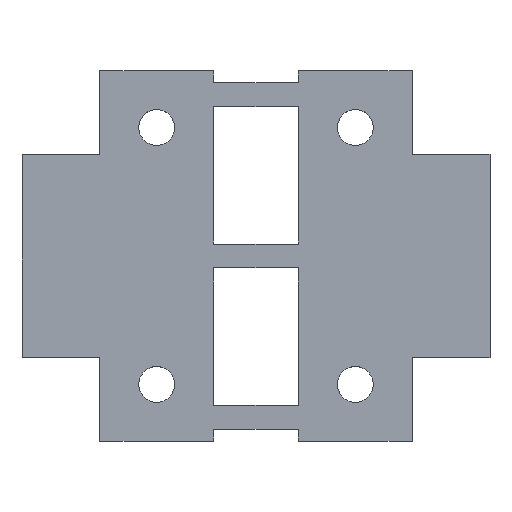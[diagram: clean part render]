
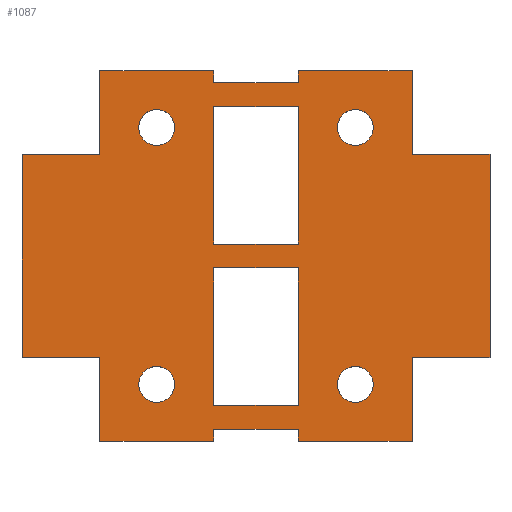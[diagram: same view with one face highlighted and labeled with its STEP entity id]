
A CAD part, top view. The second image highlights one B-rep face of the part: STEP entity #1087.
In plain terms, the highlighted planar face has unit normal (0, 0, 1).
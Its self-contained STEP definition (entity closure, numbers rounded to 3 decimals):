
#42 = VERTEX_POINT('',#43);
#43 = CARTESIAN_POINT('',(0.,29.949,1.51));
#49 = EDGE_CURVE('',#42,#50,#52,.T.);
#50 = VERTEX_POINT('',#51);
#51 = CARTESIAN_POINT('',(7.08,29.949,1.51));
#52 = LINE('',#53,#54);
#53 = CARTESIAN_POINT('',(0.,29.949,1.51));
#54 = VECTOR('',#55,1.);
#55 = DIRECTION('',(1.,0.,0.));
#80 = EDGE_CURVE('',#50,#81,#83,.T.);
#81 = VERTEX_POINT('',#82);
#82 = CARTESIAN_POINT('',(7.08,30.949,1.51));
#83 = LINE('',#84,#85);
#84 = CARTESIAN_POINT('',(7.08,29.949,1.51));
#85 = VECTOR('',#86,1.);
#86 = DIRECTION('',(0.,1.,0.));
#111 = EDGE_CURVE('',#81,#112,#114,.T.);
#112 = VERTEX_POINT('',#113);
#113 = CARTESIAN_POINT('',(16.58,30.949,1.51));
#114 = LINE('',#115,#116);
#115 = CARTESIAN_POINT('',(7.08,30.949,1.51));
#116 = VECTOR('',#117,1.);
#117 = DIRECTION('',(1.,0.,0.));
#142 = EDGE_CURVE('',#112,#143,#145,.T.);
#143 = VERTEX_POINT('',#144);
#144 = CARTESIAN_POINT('',(16.58,23.949,1.51));
#145 = LINE('',#146,#147);
#146 = CARTESIAN_POINT('',(16.58,30.949,1.51));
#147 = VECTOR('',#148,1.);
#148 = DIRECTION('',(0.,-1.,0.));
#173 = EDGE_CURVE('',#143,#174,#176,.T.);
#174 = VERTEX_POINT('',#175);
#175 = CARTESIAN_POINT('',(23.08,23.949,1.51));
#176 = LINE('',#177,#178);
#177 = CARTESIAN_POINT('',(16.58,23.949,1.51));
#178 = VECTOR('',#179,1.);
#179 = DIRECTION('',(1.,0.,0.));
#204 = EDGE_CURVE('',#174,#205,#207,.T.);
#205 = VERTEX_POINT('',#206);
#206 = CARTESIAN_POINT('',(23.08,7.,1.51));
#207 = LINE('',#208,#209);
#208 = CARTESIAN_POINT('',(23.08,23.949,1.51));
#209 = VECTOR('',#210,1.);
#210 = DIRECTION('',(0.,-1.,0.));
#235 = EDGE_CURVE('',#205,#236,#238,.T.);
#236 = VERTEX_POINT('',#237);
#237 = CARTESIAN_POINT('',(16.58,7.,1.51));
#238 = LINE('',#239,#240);
#239 = CARTESIAN_POINT('',(23.08,7.,1.51));
#240 = VECTOR('',#241,1.);
#241 = DIRECTION('',(-1.,0.,0.));
#266 = EDGE_CURVE('',#236,#267,#269,.T.);
#267 = VERTEX_POINT('',#268);
#268 = CARTESIAN_POINT('',(16.58,0.,1.51));
#269 = LINE('',#270,#271);
#270 = CARTESIAN_POINT('',(16.58,7.,1.51));
#271 = VECTOR('',#272,1.);
#272 = DIRECTION('',(0.,-1.,0.));
#297 = EDGE_CURVE('',#267,#298,#300,.T.);
#298 = VERTEX_POINT('',#299);
#299 = CARTESIAN_POINT('',(7.08,0.,1.51));
#300 = LINE('',#301,#302);
#301 = CARTESIAN_POINT('',(16.58,0.,1.51));
#302 = VECTOR('',#303,1.);
#303 = DIRECTION('',(-1.,0.,0.));
#328 = EDGE_CURVE('',#298,#329,#331,.T.);
#329 = VERTEX_POINT('',#330);
#330 = CARTESIAN_POINT('',(7.08,1.,1.51));
#331 = LINE('',#332,#333);
#332 = CARTESIAN_POINT('',(7.08,0.,1.51));
#333 = VECTOR('',#334,1.);
#334 = DIRECTION('',(0.,1.,0.));
#359 = EDGE_CURVE('',#329,#360,#362,.T.);
#360 = VERTEX_POINT('',#361);
#361 = CARTESIAN_POINT('',(0.,1.,1.51));
#362 = LINE('',#363,#364);
#363 = CARTESIAN_POINT('',(7.08,1.,1.51));
#364 = VECTOR('',#365,1.);
#365 = DIRECTION('',(-1.,0.,0.));
#390 = EDGE_CURVE('',#360,#391,#393,.T.);
#391 = VERTEX_POINT('',#392);
#392 = CARTESIAN_POINT('',(0.,0.,1.51));
#393 = LINE('',#394,#395);
#394 = CARTESIAN_POINT('',(0.,1.,1.51));
#395 = VECTOR('',#396,1.);
#396 = DIRECTION('',(0.,-1.,0.));
#421 = EDGE_CURVE('',#391,#422,#424,.T.);
#422 = VERTEX_POINT('',#423);
#423 = CARTESIAN_POINT('',(-9.5,0.,1.51));
#424 = LINE('',#425,#426);
#425 = CARTESIAN_POINT('',(0.,0.,1.51));
#426 = VECTOR('',#427,1.);
#427 = DIRECTION('',(-1.,0.,0.));
#452 = EDGE_CURVE('',#422,#453,#455,.T.);
#453 = VERTEX_POINT('',#454);
#454 = CARTESIAN_POINT('',(-9.5,7.,1.51));
#455 = LINE('',#456,#457);
#456 = CARTESIAN_POINT('',(-9.5,0.,1.51));
#457 = VECTOR('',#458,1.);
#458 = DIRECTION('',(0.,1.,0.));
#483 = EDGE_CURVE('',#453,#484,#486,.T.);
#484 = VERTEX_POINT('',#485);
#485 = CARTESIAN_POINT('',(-16.,7.,1.51));
#486 = LINE('',#487,#488);
#487 = CARTESIAN_POINT('',(-9.5,7.,1.51));
#488 = VECTOR('',#489,1.);
#489 = DIRECTION('',(-1.,0.,0.));
#514 = EDGE_CURVE('',#484,#515,#517,.T.);
#515 = VERTEX_POINT('',#516);
#516 = CARTESIAN_POINT('',(-16.,23.949,1.51));
#517 = LINE('',#518,#519);
#518 = CARTESIAN_POINT('',(-16.,7.,1.51));
#519 = VECTOR('',#520,1.);
#520 = DIRECTION('',(0.,1.,0.));
#545 = EDGE_CURVE('',#515,#546,#548,.T.);
#546 = VERTEX_POINT('',#547);
#547 = CARTESIAN_POINT('',(-9.5,23.949,1.51));
#548 = LINE('',#549,#550);
#549 = CARTESIAN_POINT('',(-16.,23.949,1.51));
#550 = VECTOR('',#551,1.);
#551 = DIRECTION('',(1.,0.,0.));
#576 = EDGE_CURVE('',#546,#577,#579,.T.);
#577 = VERTEX_POINT('',#578);
#578 = CARTESIAN_POINT('',(-9.5,30.949,1.51));
#579 = LINE('',#580,#581);
#580 = CARTESIAN_POINT('',(-9.5,23.949,1.51));
#581 = VECTOR('',#582,1.);
#582 = DIRECTION('',(0.,1.,0.));
#607 = EDGE_CURVE('',#577,#608,#610,.T.);
#608 = VERTEX_POINT('',#609);
#609 = CARTESIAN_POINT('',(0.,30.949,1.51));
#610 = LINE('',#611,#612);
#611 = CARTESIAN_POINT('',(-9.5,30.949,1.51));
#612 = VECTOR('',#613,1.);
#613 = DIRECTION('',(1.,0.,0.));
#638 = EDGE_CURVE('',#608,#42,#639,.T.);
#639 = LINE('',#640,#641);
#640 = CARTESIAN_POINT('',(0.,30.949,1.51));
#641 = VECTOR('',#642,1.);
#642 = DIRECTION('',(0.,-1.,0.));
#662 = VERTEX_POINT('',#663);
#663 = CARTESIAN_POINT('',(0.,3.,1.51));
#669 = EDGE_CURVE('',#662,#670,#672,.T.);
#670 = VERTEX_POINT('',#671);
#671 = CARTESIAN_POINT('',(7.08,3.,1.51));
#672 = LINE('',#673,#674);
#673 = CARTESIAN_POINT('',(0.,3.,1.51));
#674 = VECTOR('',#675,1.);
#675 = DIRECTION('',(1.,0.,0.));
#700 = EDGE_CURVE('',#670,#701,#703,.T.);
#701 = VERTEX_POINT('',#702);
#702 = CARTESIAN_POINT('',(7.08,14.475,1.51));
#703 = LINE('',#704,#705);
#704 = CARTESIAN_POINT('',(7.08,3.,1.51));
#705 = VECTOR('',#706,1.);
#706 = DIRECTION('',(0.,1.,0.));
#731 = EDGE_CURVE('',#701,#732,#734,.T.);
#732 = VERTEX_POINT('',#733);
#733 = CARTESIAN_POINT('',(0.,14.475,1.51));
#734 = LINE('',#735,#736);
#735 = CARTESIAN_POINT('',(7.08,14.475,1.51));
#736 = VECTOR('',#737,1.);
#737 = DIRECTION('',(-1.,0.,0.));
#762 = EDGE_CURVE('',#732,#662,#763,.T.);
#763 = LINE('',#764,#765);
#764 = CARTESIAN_POINT('',(0.,14.475,1.51));
#765 = VECTOR('',#766,1.);
#766 = DIRECTION('',(0.,-1.,0.));
#786 = VERTEX_POINT('',#787);
#787 = CARTESIAN_POINT('',(-3.25,4.75,1.51));
#793 = EDGE_CURVE('',#786,#786,#794,.T.);
#794 = CIRCLE('',#795,1.5);
#795 = AXIS2_PLACEMENT_3D('',#796,#797,#798);
#796 = CARTESIAN_POINT('',(-4.75,4.75,1.51));
#797 = DIRECTION('',(0.,0.,1.));
#798 = DIRECTION('',(1.,0.,-0.));
#819 = VERTEX_POINT('',#820);
#820 = CARTESIAN_POINT('',(13.33,4.75,1.51));
#826 = EDGE_CURVE('',#819,#819,#827,.T.);
#827 = CIRCLE('',#828,1.5);
#828 = AXIS2_PLACEMENT_3D('',#829,#830,#831);
#829 = CARTESIAN_POINT('',(11.83,4.75,1.51));
#830 = DIRECTION('',(0.,0.,1.));
#831 = DIRECTION('',(1.,0.,-0.));
#852 = VERTEX_POINT('',#853);
#853 = CARTESIAN_POINT('',(0.,16.475,1.51));
#859 = EDGE_CURVE('',#852,#860,#862,.T.);
#860 = VERTEX_POINT('',#861);
#861 = CARTESIAN_POINT('',(7.08,16.475,1.51));
#862 = LINE('',#863,#864);
#863 = CARTESIAN_POINT('',(0.,16.475,1.51));
#864 = VECTOR('',#865,1.);
#865 = DIRECTION('',(1.,0.,0.));
#890 = EDGE_CURVE('',#860,#891,#893,.T.);
#891 = VERTEX_POINT('',#892);
#892 = CARTESIAN_POINT('',(7.08,27.949,1.51));
#893 = LINE('',#894,#895);
#894 = CARTESIAN_POINT('',(7.08,16.475,1.51));
#895 = VECTOR('',#896,1.);
#896 = DIRECTION('',(0.,1.,0.));
#921 = EDGE_CURVE('',#891,#922,#924,.T.);
#922 = VERTEX_POINT('',#923);
#923 = CARTESIAN_POINT('',(0.,27.949,1.51));
#924 = LINE('',#925,#926);
#925 = CARTESIAN_POINT('',(7.08,27.949,1.51));
#926 = VECTOR('',#927,1.);
#927 = DIRECTION('',(-1.,0.,0.));
#952 = EDGE_CURVE('',#922,#852,#953,.T.);
#953 = LINE('',#954,#955);
#954 = CARTESIAN_POINT('',(0.,27.949,1.51));
#955 = VECTOR('',#956,1.);
#956 = DIRECTION('',(0.,-1.,0.));
#976 = VERTEX_POINT('',#977);
#977 = CARTESIAN_POINT('',(-3.25,26.199,1.51));
#983 = EDGE_CURVE('',#976,#976,#984,.T.);
#984 = CIRCLE('',#985,1.5);
#985 = AXIS2_PLACEMENT_3D('',#986,#987,#988);
#986 = CARTESIAN_POINT('',(-4.75,26.199,1.51));
#987 = DIRECTION('',(0.,0.,1.));
#988 = DIRECTION('',(1.,0.,-0.));
#1009 = VERTEX_POINT('',#1010);
#1010 = CARTESIAN_POINT('',(13.33,26.199,1.51));
#1016 = EDGE_CURVE('',#1009,#1009,#1017,.T.);
#1017 = CIRCLE('',#1018,1.5);
#1018 = AXIS2_PLACEMENT_3D('',#1019,#1020,#1021);
#1019 = CARTESIAN_POINT('',(11.83,26.199,1.51));
#1020 = DIRECTION('',(0.,0.,1.));
#1021 = DIRECTION('',(1.,0.,-0.));
#1087 = ADVANCED_FACE('',(#1088,#1110,#1116,#1119,#1122,#1128,#1131),
  #1134,.T.);
#1088 = FACE_BOUND('',#1089,.F.);
#1089 = EDGE_LOOP('',(#1090,#1091,#1092,#1093,#1094,#1095,#1096,#1097,
    #1098,#1099,#1100,#1101,#1102,#1103,#1104,#1105,#1106,#1107,#1108,
    #1109));
#1090 = ORIENTED_EDGE('',*,*,#49,.T.);
#1091 = ORIENTED_EDGE('',*,*,#80,.T.);
#1092 = ORIENTED_EDGE('',*,*,#111,.T.);
#1093 = ORIENTED_EDGE('',*,*,#142,.T.);
#1094 = ORIENTED_EDGE('',*,*,#173,.T.);
#1095 = ORIENTED_EDGE('',*,*,#204,.T.);
#1096 = ORIENTED_EDGE('',*,*,#235,.T.);
#1097 = ORIENTED_EDGE('',*,*,#266,.T.);
#1098 = ORIENTED_EDGE('',*,*,#297,.T.);
#1099 = ORIENTED_EDGE('',*,*,#328,.T.);
#1100 = ORIENTED_EDGE('',*,*,#359,.T.);
#1101 = ORIENTED_EDGE('',*,*,#390,.T.);
#1102 = ORIENTED_EDGE('',*,*,#421,.T.);
#1103 = ORIENTED_EDGE('',*,*,#452,.T.);
#1104 = ORIENTED_EDGE('',*,*,#483,.T.);
#1105 = ORIENTED_EDGE('',*,*,#514,.T.);
#1106 = ORIENTED_EDGE('',*,*,#545,.T.);
#1107 = ORIENTED_EDGE('',*,*,#576,.T.);
#1108 = ORIENTED_EDGE('',*,*,#607,.T.);
#1109 = ORIENTED_EDGE('',*,*,#638,.T.);
#1110 = FACE_BOUND('',#1111,.F.);
#1111 = EDGE_LOOP('',(#1112,#1113,#1114,#1115));
#1112 = ORIENTED_EDGE('',*,*,#669,.T.);
#1113 = ORIENTED_EDGE('',*,*,#700,.T.);
#1114 = ORIENTED_EDGE('',*,*,#731,.T.);
#1115 = ORIENTED_EDGE('',*,*,#762,.T.);
#1116 = FACE_BOUND('',#1117,.F.);
#1117 = EDGE_LOOP('',(#1118));
#1118 = ORIENTED_EDGE('',*,*,#793,.T.);
#1119 = FACE_BOUND('',#1120,.F.);
#1120 = EDGE_LOOP('',(#1121));
#1121 = ORIENTED_EDGE('',*,*,#826,.T.);
#1122 = FACE_BOUND('',#1123,.F.);
#1123 = EDGE_LOOP('',(#1124,#1125,#1126,#1127));
#1124 = ORIENTED_EDGE('',*,*,#859,.T.);
#1125 = ORIENTED_EDGE('',*,*,#890,.T.);
#1126 = ORIENTED_EDGE('',*,*,#921,.T.);
#1127 = ORIENTED_EDGE('',*,*,#952,.T.);
#1128 = FACE_BOUND('',#1129,.F.);
#1129 = EDGE_LOOP('',(#1130));
#1130 = ORIENTED_EDGE('',*,*,#983,.T.);
#1131 = FACE_BOUND('',#1132,.F.);
#1132 = EDGE_LOOP('',(#1133));
#1133 = ORIENTED_EDGE('',*,*,#1016,.T.);
#1134 = PLANE('',#1135);
#1135 = AXIS2_PLACEMENT_3D('',#1136,#1137,#1138);
#1136 = CARTESIAN_POINT('',(0.,0.,1.51));
#1137 = DIRECTION('',(0.,0.,1.));
#1138 = DIRECTION('',(1.,0.,-0.));
